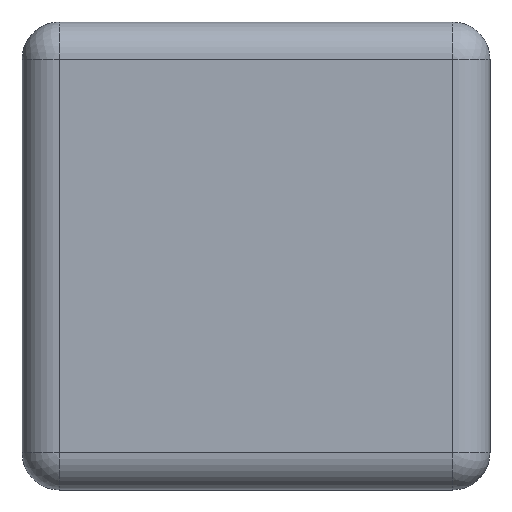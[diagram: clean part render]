
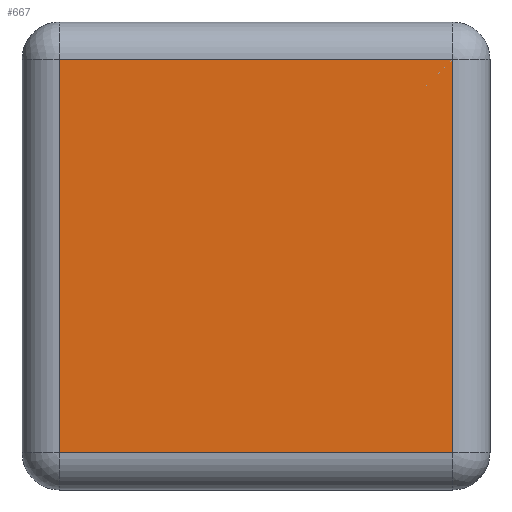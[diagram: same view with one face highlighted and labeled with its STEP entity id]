
A CAD part, left-side view. The second image highlights one B-rep face of the part: STEP entity #667.
In plain terms, the highlighted planar face has unit normal (-1, 0, 0).
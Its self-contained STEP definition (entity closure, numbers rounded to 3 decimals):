
#21=PLANE('',#745);
#39=LINE('',#1067,#95);
#42=LINE('',#1071,#98);
#44=LINE('',#1074,#100);
#49=LINE('',#1088,#105);
#95=VECTOR('',#843,10.);
#98=VECTOR('',#848,10.);
#100=VECTOR('',#852,10.);
#105=VECTOR('',#867,10.);
#183=FACE_OUTER_BOUND('',#229,.T.);
#229=EDGE_LOOP('',(#505,#506,#507,#508));
#301=VERTEX_POINT('',#1033);
#304=VERTEX_POINT('',#1040);
#309=VERTEX_POINT('',#1050);
#311=VERTEX_POINT('',#1055);
#372=EDGE_CURVE('',#304,#311,#39,.T.);
#375=EDGE_CURVE('',#311,#309,#42,.T.);
#377=EDGE_CURVE('',#309,#301,#44,.T.);
#384=EDGE_CURVE('',#301,#304,#49,.T.);
#505=ORIENTED_EDGE('',*,*,#372,.F.);
#506=ORIENTED_EDGE('',*,*,#384,.F.);
#507=ORIENTED_EDGE('',*,*,#377,.F.);
#508=ORIENTED_EDGE('',*,*,#375,.F.);
#667=ADVANCED_FACE('',(#183),#21,.T.);
#745=AXIS2_PLACEMENT_3D('',#1100,#881,#882);
#843=DIRECTION('',(0.,1.,0.));
#848=DIRECTION('',(0.,0.,1.));
#852=DIRECTION('',(0.,-1.,0.));
#867=DIRECTION('',(0.,0.,-1.));
#881=DIRECTION('center_axis',(-1.,0.,0.));
#882=DIRECTION('ref_axis',(0.,-1.,0.));
#1033=CARTESIAN_POINT('',(-1.6,-1.05,2.3));
#1040=CARTESIAN_POINT('',(-1.6,-1.05,0.2));
#1050=CARTESIAN_POINT('',(-1.6,1.05,2.3));
#1055=CARTESIAN_POINT('',(-1.6,1.05,0.2));
#1067=CARTESIAN_POINT('',(-1.6,0.625,0.2));
#1071=CARTESIAN_POINT('',(-1.6,1.05,0.));
#1074=CARTESIAN_POINT('',(-1.6,0.625,2.3));
#1088=CARTESIAN_POINT('',(-1.6,-1.05,0.));
#1100=CARTESIAN_POINT('Origin',(-1.6,1.25,0.));
